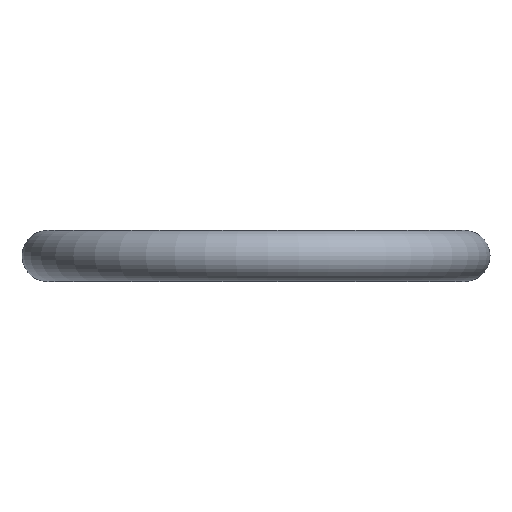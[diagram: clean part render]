
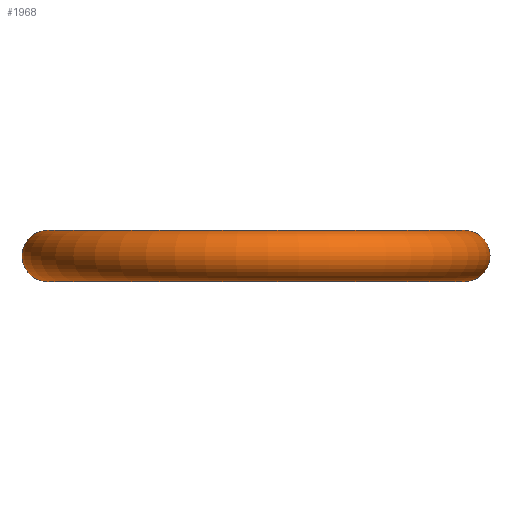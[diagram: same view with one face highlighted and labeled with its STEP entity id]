
A CAD part, front view. The second image highlights one B-rep face of the part: STEP entity #1968.
In plain terms, the highlighted toroidal (fillet/blend) face has major radius 49 mm and minor radius 6 mm.
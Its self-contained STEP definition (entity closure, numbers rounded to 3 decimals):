
#760 = FACE_OUTER_BOUND ( 'NONE', #4126, .T. ) ;
#969 = CARTESIAN_POINT ( 'NONE',  ( -49., 55., -6. ) ) ;
#1185 = DIRECTION ( 'NONE',  ( 0., 1., 0. ) ) ;
#1363 = EDGE_LOOP ( 'NONE', ( #1684 ) ) ;
#1684 = ORIENTED_EDGE ( 'NONE', *, *, #8933, .F. ) ;
#1708 = ORIENTED_EDGE ( 'NONE', *, *, #2548, .T. ) ;
#1968 = ADVANCED_FACE ( 'NONE', ( #760, #5884 ), #8625, .T. ) ;
#2074 = AXIS2_PLACEMENT_3D ( 'NONE', #2929, #9699, #9763 ) ;
#2407 = CARTESIAN_POINT ( 'NONE',  ( 49., 55., -6. ) ) ;
#2548 = EDGE_CURVE ( 'NONE', #6204, #6204, #8159, .T. ) ;
#2929 = CARTESIAN_POINT ( 'NONE',  ( -49., 55., 0. ) ) ;
#3346 = CARTESIAN_POINT ( 'NONE',  ( 0., 55., 0. ) ) ;
#3425 = CARTESIAN_POINT ( 'NONE',  ( 49., 55., 0. ) ) ;
#4126 = EDGE_LOOP ( 'NONE', ( #1708 ) ) ;
#5884 = FACE_OUTER_BOUND ( 'NONE', #1363, .T. ) ;
#6066 = AXIS2_PLACEMENT_3D ( 'NONE', #3425, #1185, #6506 ) ;
#6204 = VERTEX_POINT ( 'NONE', #969 ) ;
#6506 = DIRECTION ( 'NONE',  ( 0., 0., -1. ) ) ;
#6794 = VERTEX_POINT ( 'NONE', #2407 ) ;
#7920 = CIRCLE ( 'NONE', #6066, 6. ) ;
#7995 = DIRECTION ( 'NONE',  ( 1., 0., 0. ) ) ;
#8159 = CIRCLE ( 'NONE', #2074, 6. ) ;
#8549 = AXIS2_PLACEMENT_3D ( 'NONE', #3346, #9463, #7995 ) ;
#8625 = TOROIDAL_SURFACE ( 'NONE', #8549, 49., 6. ) ;
#8933 = EDGE_CURVE ( 'NONE', #6794, #6794, #7920, .T. ) ;
#9463 = DIRECTION ( 'NONE',  ( 0., 0., 1. ) ) ;
#9699 = DIRECTION ( 'NONE',  ( 0., -1., 0. ) ) ;
#9763 = DIRECTION ( 'NONE',  ( 0., 0., -1. ) ) ;
